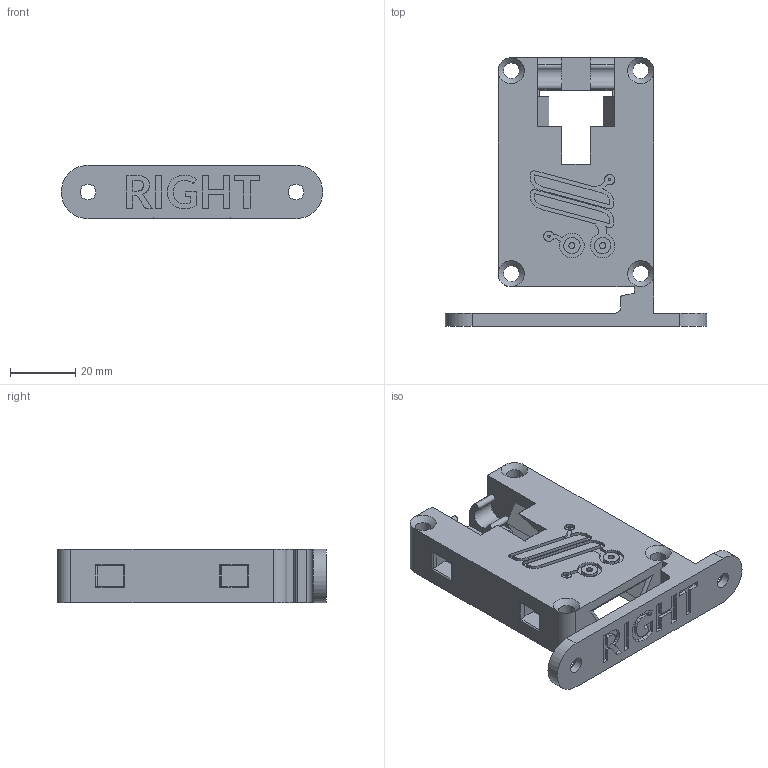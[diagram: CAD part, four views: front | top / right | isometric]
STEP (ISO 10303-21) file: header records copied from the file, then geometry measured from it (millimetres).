
FILE_DESCRIPTION(('FreeCAD Model'),'2;1');
FILE_NAME('Open CASCADE Shape Model','2025-05-10T11:42:19',('Author'),( ''),'Open CASCADE STEP processor 7.8','FreeCAD','Unknown');
FILE_SCHEMA(('AUTOMOTIVE_DESIGN { 1 0 10303 214 1 1 1 1 }'));
Length unit declared in the file: millimetre
Products named in the file (1): carriage_right_signed
Bounding box: 79.82 x 82.1 x 16.3 mm (x, y, z)
Volume: 36596.6 mm3; surface area: 17321.9 mm2
Topology: 1 solids, 1 shells, 337 faces, 939 edges, 619 vertices
Faces by surface type: bspline 115, plane 105, cylinder 60, extrusion 51, cone 6
Full cylindrical faces by diameter (mm): 4.8 x6
Entity records: 11225 total; most frequent: CARTESIAN_POINT 3661, ORIENTED_EDGE 1878, DIRECTION 996, EDGE_CURVE 939, VERTEX_POINT 619, B_SPLINE_CURVE_WITH_KNOTS 495, VECTOR 432, LINE 381
